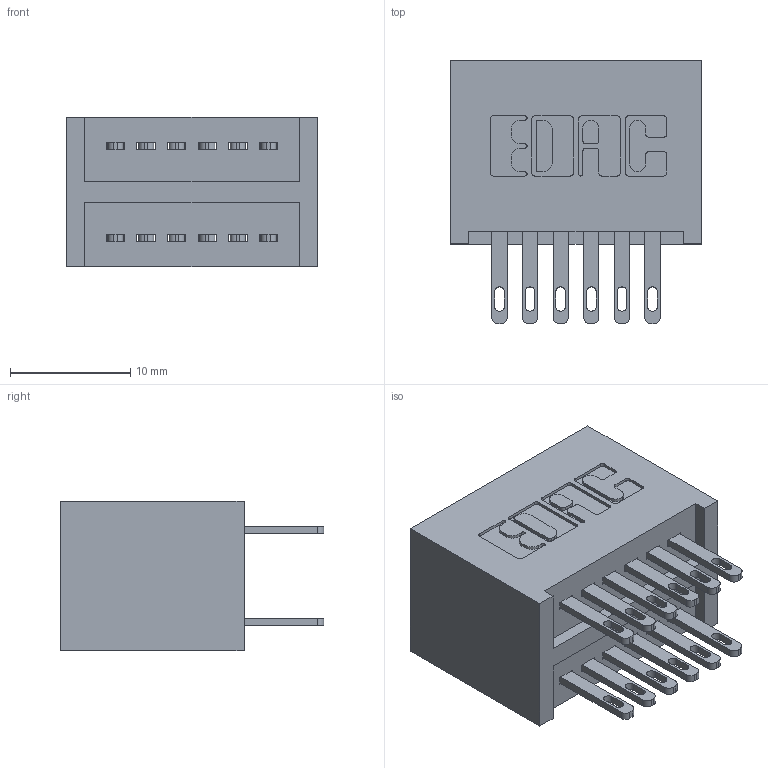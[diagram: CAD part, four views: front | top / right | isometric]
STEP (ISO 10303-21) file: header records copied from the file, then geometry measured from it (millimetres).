
FILE_DESCRIPTION (( 'STEP AP203' ), '1' );
FILE_NAME ('325-012-500-201.STEP', '2020-02-24T15:25:26', ( '' ), ( '' ), 'SwSTEP 2.0', 'SolidWorks 2016', '' );
FILE_SCHEMA (( 'CONFIG_CONTROL_DESIGN' ));
Length unit declared in the file: inch
Products named in the file (3): 325 Part_Lugless; 325-012-500-201; 325-292-001_325-293-100
Assembly tree (13 placements, depth 2):
  325-012-500-201
    325 Part_Lugless
    325-292-001_325-293-100  x12
Bounding box: 20.88 x 21.84 x 12.45 mm (x, y, z)
Volume: 3015.1 mm3; surface area: 3582.3 mm2
Topology: 13 solids, 13 shells, 682 faces, 2051 edges, 1366 vertices
Faces by surface type: plane 426, cylinder 256
Entity records: 8169 total; most frequent: CARTESIAN_POINT 1394, ORIENTED_EDGE 1330, DIRECTION 1249, EDGE_CURVE 665, VECTOR 541, LINE 541, VERTEX_POINT 442, AXIS2_PLACEMENT_3D 354
